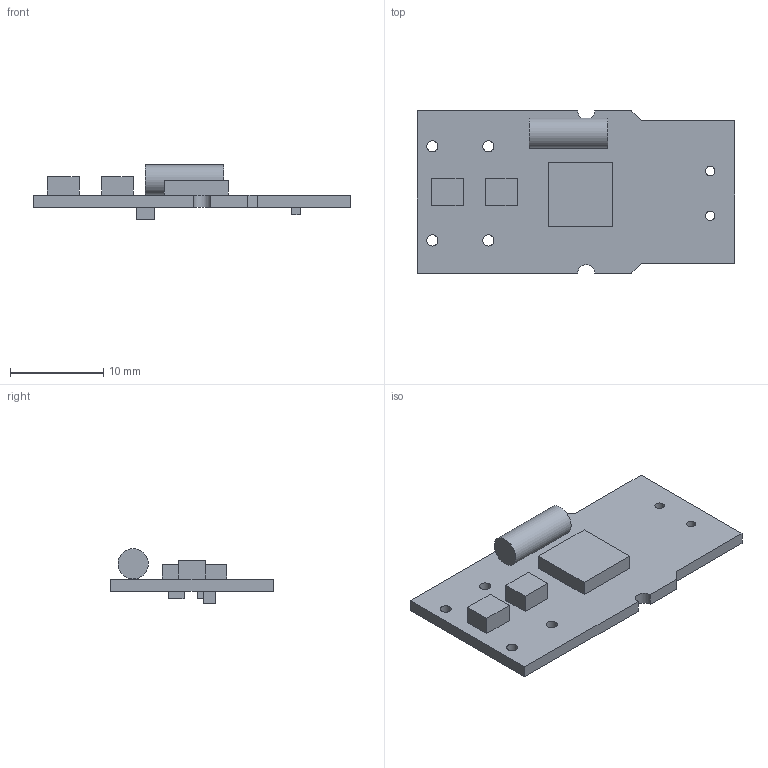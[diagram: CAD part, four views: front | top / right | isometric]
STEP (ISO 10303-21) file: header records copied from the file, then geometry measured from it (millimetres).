
FILE_DESCRIPTION(('FreeCAD Model'),'2;1');
FILE_NAME('usb-soundcard.step','2019-07-15T11:23:09',('Author'),(''), 'Open CASCADE STEP processor 7.3','FreeCAD','Unknown');
FILE_SCHEMA(('AUTOMOTIVE_DESIGN { 1 0 10303 214 1 1 1 1 }'));
Length unit declared in the file: millimetre
Products named in the file (2): Part; Fusion
Bounding box: 34 x 17.4 x 5.88 mm (x, y, z)
Volume: 920.7 mm3; surface area: 1498.5 mm2
Topology: 2 solids, 2 shells, 55 faces, 135 edges, 90 vertices
Faces by surface type: plane 46, cylinder 9
Full cylindrical faces by diameter (mm): 1 x2, 1.2 x4, 3.26 x1
Entity records: 3794 total; most frequent: CARTESIAN_POINT 551, DIRECTION 535, LINE 369, VECTOR 369, ORIENTED_EDGE 270, PCURVE 270, DEFINITIONAL_REPRESENTATION 270, EDGE_CURVE 135
